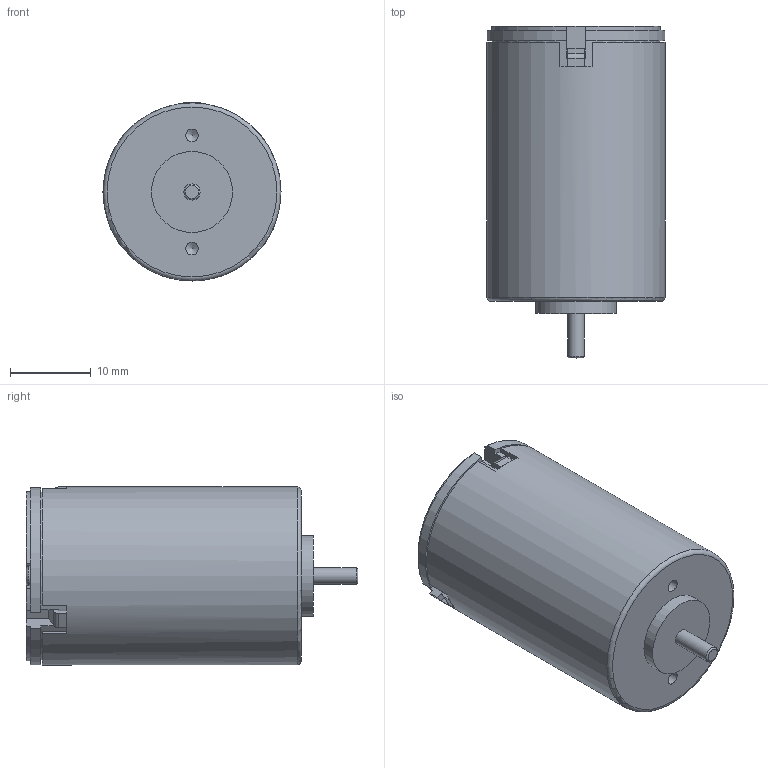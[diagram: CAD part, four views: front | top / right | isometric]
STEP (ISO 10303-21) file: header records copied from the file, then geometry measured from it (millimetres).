
FILE_DESCRIPTION((''),'2;1');
FILE_NAME('TP-2234A.stp','2016-01-25T16:48:33',('kouguchi'),(''),'Autodesk Inventor 2010','Autodesk Inventor 2010','');
FILE_SCHEMA(('AUTOMOTIVE_DESIGN { 1 0 10303 214 1 1 1 1 }'));
Length unit declared in the file: millimetre
Products named in the file (1): tp_2234
Bounding box: 22 x 41 x 22 mm (x, y, z)
Volume: 12809.2 mm3; surface area: 3562.9 mm2
Topology: 1 solids, 1 shells, 215 faces, 548 edges, 354 vertices
Faces by surface type: plane 145, bspline 40, cylinder 26, torus 4
Full cylindrical faces by diameter (mm): 0.8 x2, 1.5 x2, 2 x2, 2.4 x1, 2.5 x1, 10 x1, 22 x1
Entity records: 6599 total; most frequent: CARTESIAN_POINT 1322, ORIENTED_EDGE 1052, DIRECTION 967, EDGE_CURVE 526, VECTOR 437, LINE 437, VERTEX_POINT 349, AXIS2_PLACEMENT_3D 265
